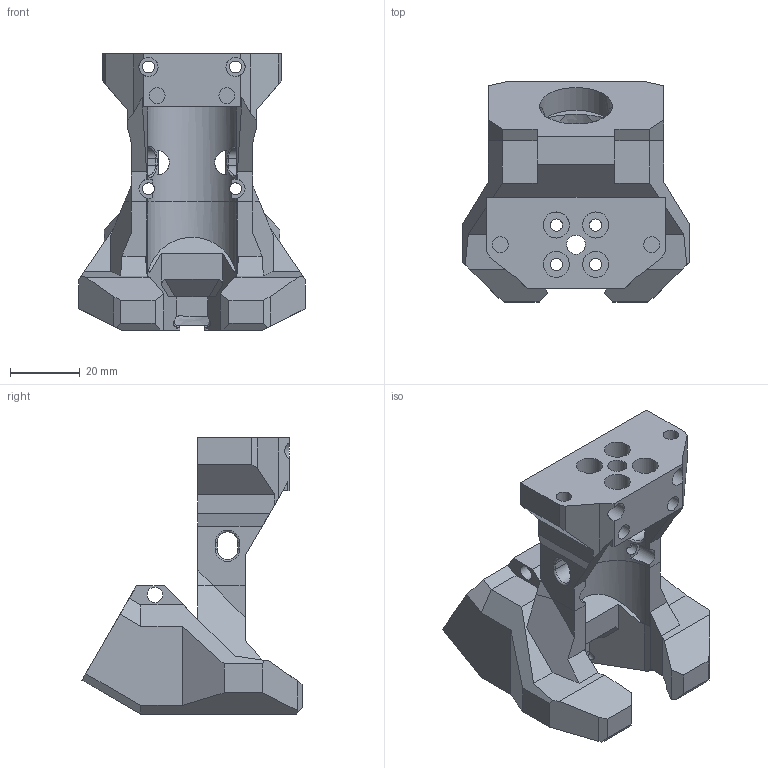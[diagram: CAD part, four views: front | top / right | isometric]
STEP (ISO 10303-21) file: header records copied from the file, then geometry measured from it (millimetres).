
FILE_DESCRIPTION(/* description */ ('STEP AP242 Edition 2','CAx-IF Rec.Pracs.---Representation and Presentation of Product Manufacturing Information (PMI)---4.0---2014-10-13','CAx-IF Rec.Pracs.---3D Tessellated Geometry---0.4---2014-09-14','2;1','CAx-IF Rec.Pracs.---User Defined Attributes---1.5---2016-08-15'),/* implementation_level */ '2;1');
FILE_NAME(/* name */ '698b450021e3b7962cbbd7a5',/* time_stamp */ '2026-02-10T14:47:29Z',/* author */ (''),/* organization */ (''),/* preprocessor_version */ 'ST-DEVELOPER v20',/* originating_system */ 'ONSHAPE BY PTC INC, 1.210',/* authorisation */ ' ');
FILE_SCHEMA (('AP242_MANAGED_MODEL_BASED_3D_ENGINEERING_MIM_LF { 1 0 10303 442 3 1 4 }'));
Length unit declared in the file: metre
Products named in the file (3): Assembly 2; Part 1
Assembly tree (2 placements, depth 2):
  Assembly 2
    Part 1
    Part 1
Bounding box: 64.98 x 63.22 x 79.35 mm (x, y, z)
Volume: 67906.7 mm3; surface area: 27902.9 mm2
Topology: 2 solids, 2 shells, 202 faces, 589 edges, 388 vertices
Faces by surface type: plane 141, cylinder 52, bspline 7, torus 2
Full cylindrical faces by diameter (mm): 3.4 x4, 3.5 x4, 4.5 x7, 5.5 x3, 7 x4, 7.5 x4
Entity records: 9589 total; most frequent: CARTESIAN_POINT 4368, ORIENTED_EDGE 1082, DIRECTION 992, EDGE_CURVE 541, VERTEX_POINT 369, LINE 368, VECTOR 368, AXIS2_PLACEMENT_3D 312
